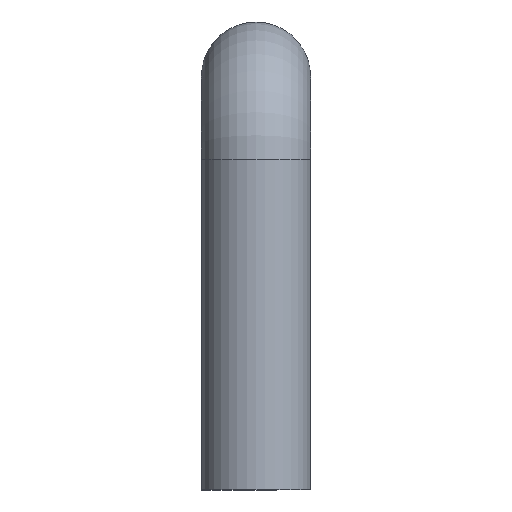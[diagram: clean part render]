
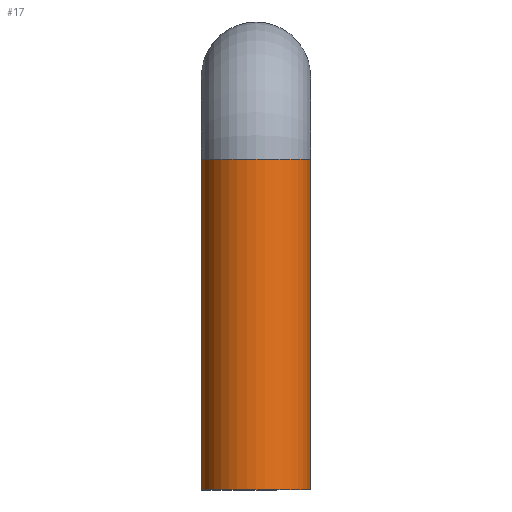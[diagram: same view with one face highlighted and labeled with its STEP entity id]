
A CAD part, left-side view. The second image highlights one B-rep face of the part: STEP entity #17.
In plain terms, the highlighted cylindrical face has radius 0.33 mm (diameter 0.66 mm), a full revolution.
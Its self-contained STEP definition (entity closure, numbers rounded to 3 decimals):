
#17 = ADVANCED_FACE('',(#18),#32,.T.);
#18 = FACE_BOUND('',#19,.T.);
#19 = EDGE_LOOP('',(#20,#49,#75,#76));
#20 = ORIENTED_EDGE('',*,*,#21,.T.);
#21 = EDGE_CURVE('',#22,#24,#26,.T.);
#22 = VERTEX_POINT('',#23);
#23 = CARTESIAN_POINT('',(0.33,0.,0.)
  );
#24 = VERTEX_POINT('',#25);
#25 = CARTESIAN_POINT('',(0.33,0.,2.));
#26 = SEAM_CURVE('',#27,(#31,#42),.PCURVE_S1.);
#27 = LINE('',#28,#29);
#28 = CARTESIAN_POINT('',(0.33,0.,0.)
  );
#29 = VECTOR('',#30,1.);
#30 = DIRECTION('',(0.,0.,1.));
#31 = PCURVE('',#32,#37);
#32 = CYLINDRICAL_SURFACE('',#33,0.33);
#33 = AXIS2_PLACEMENT_3D('',#34,#35,#36);
#34 = CARTESIAN_POINT('',(0.,0.,
    0.));
#35 = DIRECTION('',(0.,0.,1.));
#36 = DIRECTION('',(1.,0.,0.));
#37 = DEFINITIONAL_REPRESENTATION('',(#38),#41);
#38 = B_SPLINE_CURVE_WITH_KNOTS('',1,(#39,#40),.UNSPECIFIED.,.F.,.F.,(2,
    2),(0.,2.),.PIECEWISE_BEZIER_KNOTS.);
#39 = CARTESIAN_POINT('',(6.283,0.));
#40 = CARTESIAN_POINT('',(6.283,2.));
#41 = ( GEOMETRIC_REPRESENTATION_CONTEXT(2) 
PARAMETRIC_REPRESENTATION_CONTEXT() REPRESENTATION_CONTEXT('2D SPACE',''
  ) );
#42 = PCURVE('',#32,#43);
#43 = DEFINITIONAL_REPRESENTATION('',(#44),#48);
#44 = LINE('',#45,#46);
#45 = CARTESIAN_POINT('',(0.,0.));
#46 = VECTOR('',#47,1.);
#47 = DIRECTION('',(0.,1.));
#48 = ( GEOMETRIC_REPRESENTATION_CONTEXT(2) 
PARAMETRIC_REPRESENTATION_CONTEXT() REPRESENTATION_CONTEXT('2D SPACE',''
  ) );
#49 = ORIENTED_EDGE('',*,*,#50,.F.);
#50 = EDGE_CURVE('',#24,#24,#51,.T.);
#51 = SURFACE_CURVE('',#52,(#57,#64),.PCURVE_S1.);
#52 = CIRCLE('',#53,0.33);
#53 = AXIS2_PLACEMENT_3D('',#54,#55,#56);
#54 = CARTESIAN_POINT('',(0.,0.,2.));
#55 = DIRECTION('',(0.,0.,1.));
#56 = DIRECTION('',(1.,0.,0.));
#57 = PCURVE('',#32,#58);
#58 = DEFINITIONAL_REPRESENTATION('',(#59),#63);
#59 = LINE('',#60,#61);
#60 = CARTESIAN_POINT('',(0.,2.));
#61 = VECTOR('',#62,1.);
#62 = DIRECTION('',(1.,0.));
#63 = ( GEOMETRIC_REPRESENTATION_CONTEXT(2) 
PARAMETRIC_REPRESENTATION_CONTEXT() REPRESENTATION_CONTEXT('2D SPACE',''
  ) );
#64 = PCURVE('',#65,#70);
#65 = TOROIDAL_SURFACE('',#66,0.5,0.33);
#66 = AXIS2_PLACEMENT_3D('',#67,#68,#69);
#67 = CARTESIAN_POINT('',(0.5,0.,2.));
#68 = DIRECTION('',(0.,1.,0.));
#69 = DIRECTION('',(1.,0.,0.));
#70 = DEFINITIONAL_REPRESENTATION('',(#71),#74);
#71 = B_SPLINE_CURVE_WITH_KNOTS('',1,(#72,#73),.UNSPECIFIED.,.F.,.F.,(2,
    2),(0.,6.283),.PIECEWISE_BEZIER_KNOTS.);
#72 = CARTESIAN_POINT('',(3.142,9.425));
#73 = CARTESIAN_POINT('',(3.142,3.142));
#74 = ( GEOMETRIC_REPRESENTATION_CONTEXT(2) 
PARAMETRIC_REPRESENTATION_CONTEXT() REPRESENTATION_CONTEXT('2D SPACE',''
  ) );
#75 = ORIENTED_EDGE('',*,*,#21,.F.);
#76 = ORIENTED_EDGE('',*,*,#77,.T.);
#77 = EDGE_CURVE('',#22,#22,#78,.T.);
#78 = SURFACE_CURVE('',#79,(#84,#90),.PCURVE_S1.);
#79 = CIRCLE('',#80,0.33);
#80 = AXIS2_PLACEMENT_3D('',#81,#82,#83);
#81 = CARTESIAN_POINT('',(0.,0.,
    0.));
#82 = DIRECTION('',(0.,0.,1.));
#83 = DIRECTION('',(1.,0.,0.));
#84 = PCURVE('',#32,#85);
#85 = DEFINITIONAL_REPRESENTATION('',(#86),#89);
#86 = B_SPLINE_CURVE_WITH_KNOTS('',1,(#87,#88),.UNSPECIFIED.,.F.,.F.,(2,
    2),(0.,6.283),.PIECEWISE_BEZIER_KNOTS.);
#87 = CARTESIAN_POINT('',(0.,0.));
#88 = CARTESIAN_POINT('',(6.283,0.));
#89 = ( GEOMETRIC_REPRESENTATION_CONTEXT(2) 
PARAMETRIC_REPRESENTATION_CONTEXT() REPRESENTATION_CONTEXT('2D SPACE',''
  ) );
#90 = PCURVE('',#91,#96);
#91 = PLANE('',#92);
#92 = AXIS2_PLACEMENT_3D('',#93,#94,#95);
#93 = CARTESIAN_POINT('',(0.33,0.,0.)
  );
#94 = DIRECTION('',(0.,0.,-1.));
#95 = DIRECTION('',(-1.,0.,0.));
#96 = DEFINITIONAL_REPRESENTATION('',(#97),#105);
#97 = ( BOUNDED_CURVE() B_SPLINE_CURVE(2,(#98,#99,#100,#101,#102,#103,
#104),.UNSPECIFIED.,.F.,.F.) B_SPLINE_CURVE_WITH_KNOTS((1,2,2,2,2,1),(
    -2.094,0.,2.094,4.189,6.283,
8.378),.UNSPECIFIED.) CURVE() GEOMETRIC_REPRESENTATION_ITEM() 
RATIONAL_B_SPLINE_CURVE((1.,0.5,1.,0.5,1.,0.5,1.)) REPRESENTATION_ITEM(
  '') );
#98 = CARTESIAN_POINT('',(0.,0.));
#99 = CARTESIAN_POINT('',(0.,0.572));
#100 = CARTESIAN_POINT('',(0.495,0.286));
#101 = CARTESIAN_POINT('',(0.99,0.));
#102 = CARTESIAN_POINT('',(0.495,-0.286));
#103 = CARTESIAN_POINT('',(0.,-0.572));
#104 = CARTESIAN_POINT('',(0.,0.));
#105 = ( GEOMETRIC_REPRESENTATION_CONTEXT(2) 
PARAMETRIC_REPRESENTATION_CONTEXT() REPRESENTATION_CONTEXT('2D SPACE',''
  ) );
